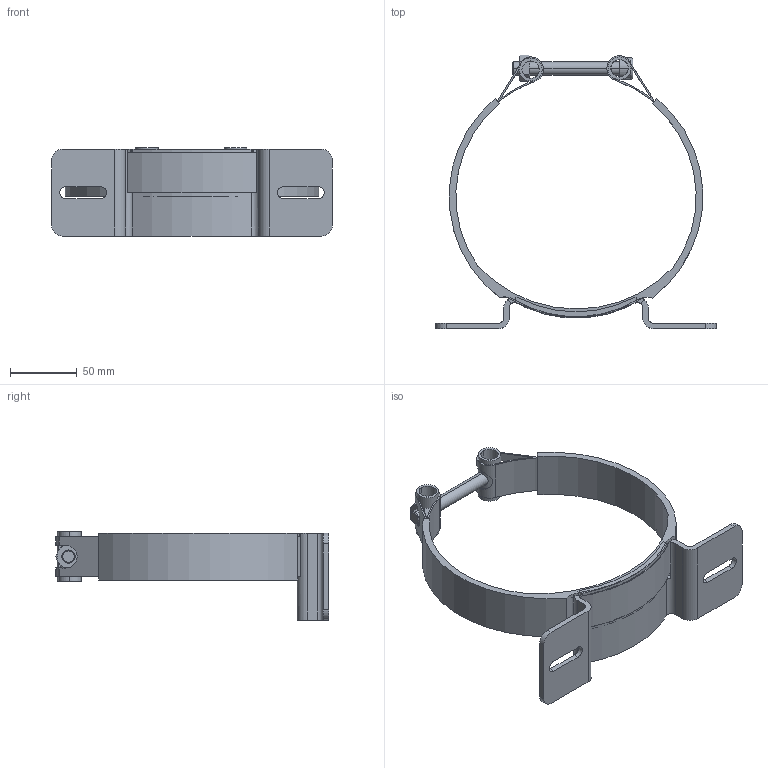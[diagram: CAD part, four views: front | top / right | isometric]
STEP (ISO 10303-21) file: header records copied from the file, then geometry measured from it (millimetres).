
FILE_DESCRIPTION((''),'2;1');
FILE_NAME('CO202432-03625.stp','2010-07-29T13:03:26',(''),(''),'Mechanical Desktop 2009','Mechanical Desktop 2009',', , ');
FILE_SCHEMA(('CONFIG_CONTROL_DESIGN'));
Length unit declared in the file: millimetre
Products named in the file (8): CO202432-03625; EMBASE; PROTECTION; COLLIER; BUTEE-ECROU; BUTEE-VIS; ECROU-H-M-10; VIS-CHC-M10-80
Assembly tree (7 placements, depth 2):
  CO202432-03625
    EMBASE
    PROTECTION
    COLLIER
    BUTEE-ECROU
    BUTEE-VIS
    ECROU-H-M-10
    VIS-CHC-M10-80
Bounding box: 210 x 204.65 x 66 mm (x, y, z)
Volume: 165434.2 mm3; surface area: 117903.7 mm2
Topology: 7 solids, 7 shells, 159 faces, 430 edges, 279 vertices
Faces by surface type: plane 76, cylinder 67, cone 14, torus 2
Entity records: 5775 total; most frequent: CARTESIAN_POINT 1523, DIRECTION 869, ORIENTED_EDGE 856, EDGE_CURVE 428, AXIS2_PLACEMENT_3D 321, VERTEX_POINT 275, VECTOR 227, LINE 227
